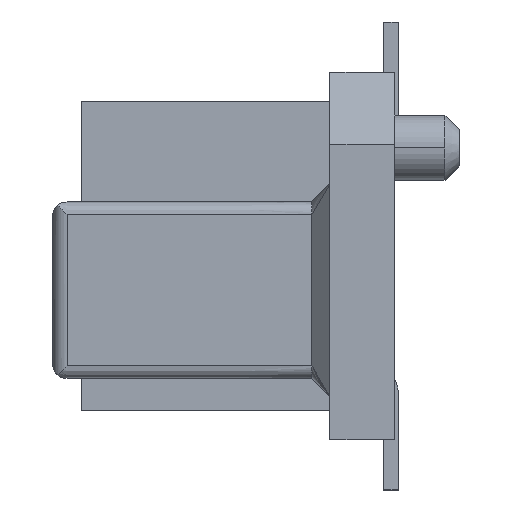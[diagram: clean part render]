
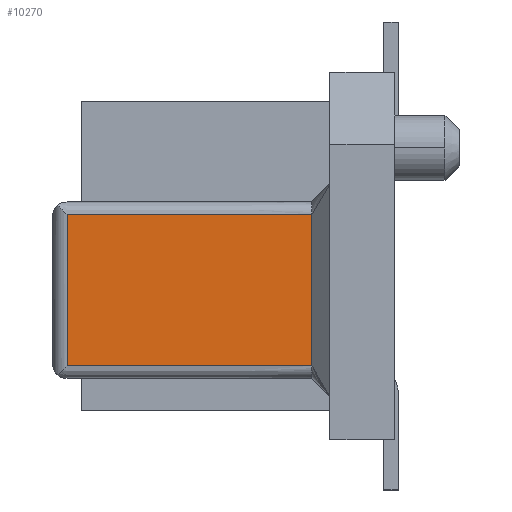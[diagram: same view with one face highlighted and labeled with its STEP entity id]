
A CAD part, left-side view. The second image highlights one B-rep face of the part: STEP entity #10270.
In plain terms, the highlighted planar face has unit normal (-1, 0, 0).
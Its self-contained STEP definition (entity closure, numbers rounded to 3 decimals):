
#9880=CARTESIAN_POINT('',(6.8,6.85,-0.475));
#9890=DIRECTION('',(-1.,0.,0.));
#9900=DIRECTION('',(0.,1.,0.));
#9910=AXIS2_PLACEMENT_3D('',#9880,#9890,#9900);
#9920=PLANE('',#9910);
#9930=CARTESIAN_POINT('',(6.8,8.55,0.576));
#9940=DIRECTION('',(0.,-1.,0.));
#9950=VECTOR('',#9940,1.);
#9960=LINE('',#9930,#9950);
#9970=CARTESIAN_POINT('',(6.8,8.55,
0.576));
#9980=VERTEX_POINT('',#9970);
#9990=CARTESIAN_POINT('',(6.8,5.15,0.576));
#10000=VERTEX_POINT('',#9990);
#10010=EDGE_CURVE('',#9980,#10000,#9960,.T.);
#10020=ORIENTED_EDGE('',*,*,#10010,.F.);
#10030=CARTESIAN_POINT('',(6.8,5.15,0.));
#10040=DIRECTION('',(0.,0.,1.));
#10050=VECTOR('',#10040,1.);
#10060=LINE('',#10030,#10050);
#10070=CARTESIAN_POINT('',(6.8,5.15,-1.526));
#10080=VERTEX_POINT('',#10070);
#10090=EDGE_CURVE('',#10080,#10000,#10060,.T.);
#10100=ORIENTED_EDGE('',*,*,#10090,.T.);
#10110=CARTESIAN_POINT('',(6.8,8.55,-1.526));
#10120=DIRECTION('',(0.,-1.,0.));
#10130=VECTOR('',#10120,1.);
#10140=LINE('',#10110,#10130);
#10150=CARTESIAN_POINT('',(6.8,8.55,
-1.526));
#10160=VERTEX_POINT('',#10150);
#10170=EDGE_CURVE('',#10160,#10080,#10140,.T.);
#10180=ORIENTED_EDGE('',*,*,#10170,.T.);
#10190=CARTESIAN_POINT('',(6.8,8.55,
-1.728));
#10200=DIRECTION('',(0.,0.,1.));
#10210=VECTOR('',#10200,1.);
#10220=LINE('',#10190,#10210);
#10230=EDGE_CURVE('',#10160,#9980,#10220,.T.);
#10240=ORIENTED_EDGE('',*,*,#10230,.F.);
#10250=EDGE_LOOP('',(#10240,#10180,#10100,#10020));
#10260=FACE_OUTER_BOUND('',#10250,.T.);
#10270=ADVANCED_FACE('',(#10260),#9920,.T.);
